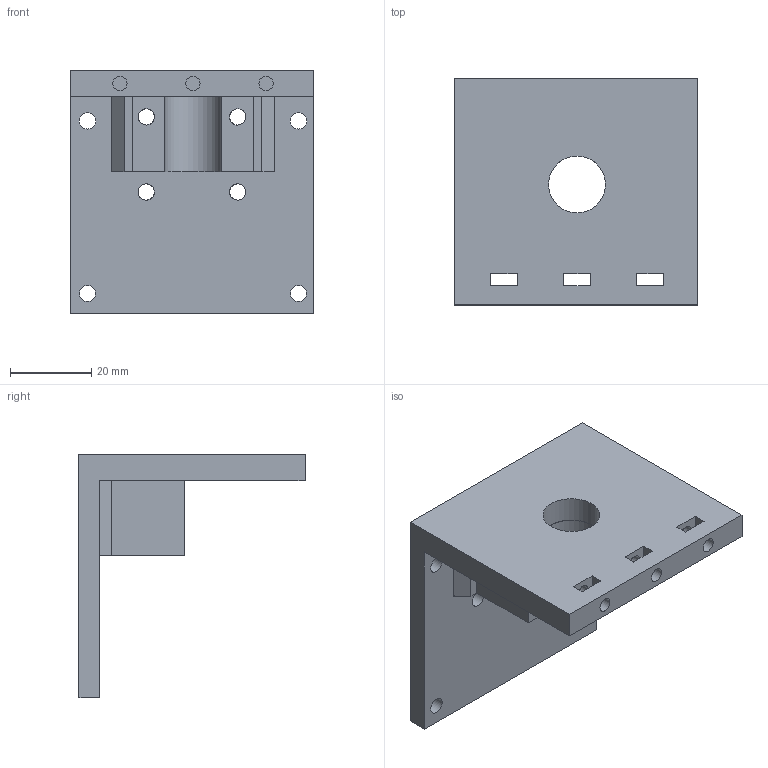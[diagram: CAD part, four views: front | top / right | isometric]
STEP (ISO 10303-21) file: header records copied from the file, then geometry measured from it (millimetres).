
FILE_DESCRIPTION(/* description */ (''),/* implementation_level */ '2;1');
FILE_NAME(/* name */ '',/* time_stamp */ '2025-12-24T22:47:44+03:00',/* author */ ('katya_notebook'),/* organization */ (''),/* preprocessor_version */ 'ST-DEVELOPER v20',/* originating_system */ 'Autodesk Inventor 2024',/* authorisation */ '');
FILE_SCHEMA (('AUTOMOTIVE_DESIGN { 1 0 10303 214 3 1 1 }'));
Length unit declared in the file: millimetre
Products named in the file (1): крепление свободной 
шестерни_MIR
Bounding box: 60 x 55.7 x 60 mm (x, y, z)
Volume: 45597.2 mm3; surface area: 17238.1 mm2
Topology: 1 solids, 1 shells, 48 faces, 129 edges, 86 vertices
Faces by surface type: plane 32, cylinder 12, bspline 4
Full cylindrical faces by diameter (mm): 3.5 x6, 4 x4, 14 x1
Entity records: 2194 total; most frequent: CARTESIAN_POINT 886, ORIENTED_EDGE 258, DIRECTION 235, EDGE_CURVE 129, LINE 97, VECTOR 97, VERTEX_POINT 86, EDGE_LOOP 81
